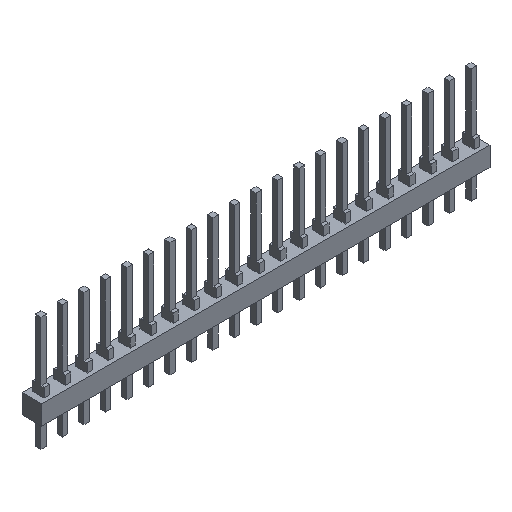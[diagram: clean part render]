
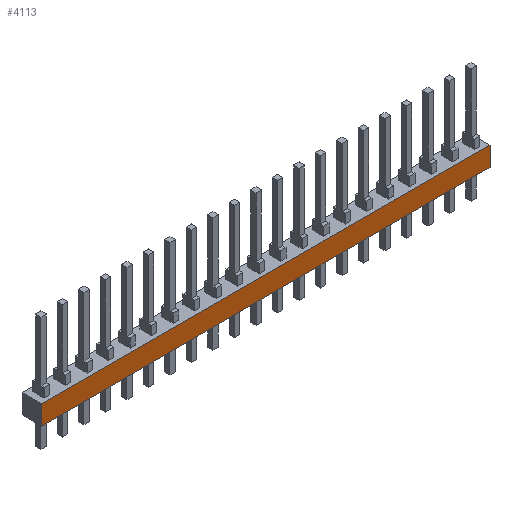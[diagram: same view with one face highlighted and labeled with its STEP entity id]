
A CAD part, isometric view. The second image highlights one B-rep face of the part: STEP entity #4113.
In plain terms, the highlighted planar face has unit normal (0, -1, 0).
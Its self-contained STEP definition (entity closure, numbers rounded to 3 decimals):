
#2=DIRECTION('',(0.,0.,1.));
#3=VECTOR('',#2,2.286);
#4=CARTESIAN_POINT('',(-26.467,-1.168,-2.286));
#5=LINE('',#4,#3);
#6=DIRECTION('',(1.,0.,0.));
#7=VECTOR('',#6,52.934);
#8=CARTESIAN_POINT('',(-26.467,-1.168,0.));
#9=LINE('',#8,#7);
#10=DIRECTION('',(0.,0.,-1.));
#11=VECTOR('',#10,2.286);
#12=CARTESIAN_POINT('',(26.467,-1.168,0.));
#13=LINE('',#12,#11);
#14=DIRECTION('',(-1.,0.,0.));
#15=VECTOR('',#14,52.934);
#16=CARTESIAN_POINT('',(26.467,-1.168,-2.286));
#17=LINE('',#16,#15);
#3074=CARTESIAN_POINT('',(-26.467,-1.168,-2.286));
#3075=CARTESIAN_POINT('',(-26.467,-1.168,0.));
#3076=VERTEX_POINT('',#3074);
#3077=VERTEX_POINT('',#3075);
#3078=CARTESIAN_POINT('',(26.467,-1.168,0.));
#3079=VERTEX_POINT('',#3078);
#3080=CARTESIAN_POINT('',(26.467,-1.168,-2.286));
#3081=VERTEX_POINT('',#3080);
#4098=CARTESIAN_POINT('',(0.,-1.168,0.));
#4099=DIRECTION('',(0.,1.,0.));
#4100=DIRECTION('',(1.,0.,0.));
#4101=AXIS2_PLACEMENT_3D('',#4098,#4099,#4100);
#4102=PLANE('',#4101);
#4104=ORIENTED_EDGE('',*,*,#4103,.T.);
#4106=ORIENTED_EDGE('',*,*,#4105,.T.);
#4108=ORIENTED_EDGE('',*,*,#4107,.T.);
#4110=ORIENTED_EDGE('',*,*,#4109,.T.);
#4111=EDGE_LOOP('',(#4104,#4106,#4108,#4110));
#4112=FACE_OUTER_BOUND('',#4111,.F.);
#4103=EDGE_CURVE('',#3076,#3077,#5,.T.);
#4105=EDGE_CURVE('',#3077,#3079,#9,.T.);
#4107=EDGE_CURVE('',#3079,#3081,#13,.T.);
#4109=EDGE_CURVE('',#3081,#3076,#17,.T.);
#4113=ADVANCED_FACE('',(#4112),#4102,.F.);
